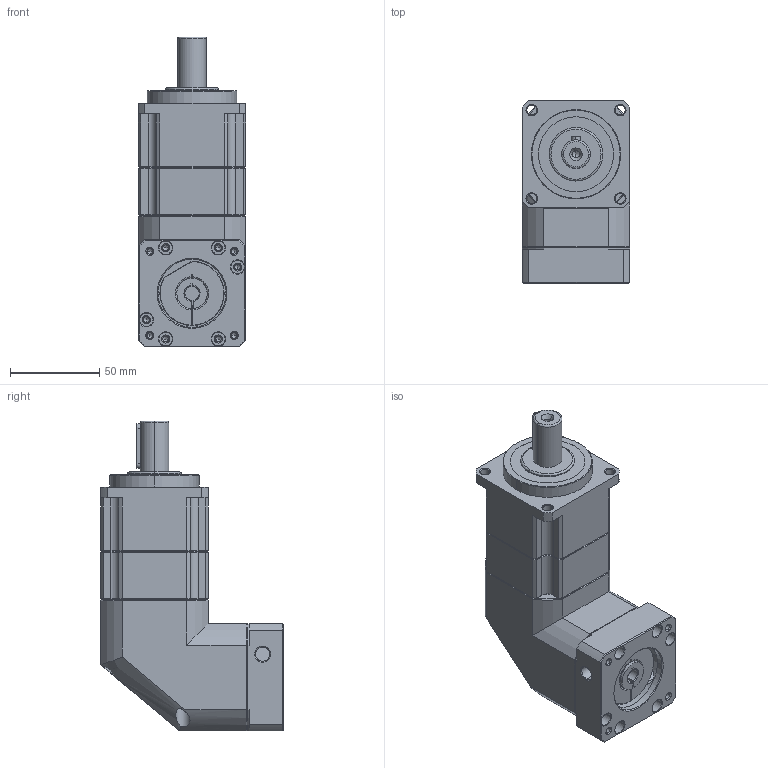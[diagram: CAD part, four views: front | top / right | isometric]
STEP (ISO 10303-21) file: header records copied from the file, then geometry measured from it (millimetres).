
FILE_DESCRIPTION (( 'STEP AP214' ), '1' );
FILE_NAME ('SBL060-L2-8-38.1-66.67M4.STEP', '2021-12-25T05:49:47', ( 'admin' ), ( '' ), 'SwSTEP 2.0', 'SolidWorks 2013', '' );
FILE_SCHEMA (( 'AUTOMOTIVE_DESIGN' ));
Length unit declared in the file: millimetre
Products named in the file (7): SB060_X2_4E007EA79F7F5708_X0_; 14_X2_8F6C_X0_8_X2_5957_X0_; SB060_X2_8F9351FA7AEF_X0_; SBL060-38.1-66.67M4; SBL060_X2_8F9351658F7495017D2773AF_X0_-14; SBL060-14; SBL060-L2-8-38.1-66.67M4
Assembly tree (6 placements, depth 2):
  SBL060-L2-8-38.1-66.67M4
    SBL060-14
    SBL060_X2_8F9351658F7495017D2773AF_X0_-14
    SBL060-38.1-66.67M4
    SB060_X2_8F9351FA7AEF_X0_
    14_X2_8F6C_X0_8_X2_5957_X0_
    SB060_X2_4E007EA79F7F5708_X0_
Bounding box: 60 x 102 x 173.5 mm (x, y, z)
Volume: 553245.1 mm3; surface area: 93696.7 mm2
Topology: 8 solids, 8 shells, 536 faces, 1346 edges, 828 vertices
Faces by surface type: cylinder 191, plane 182, cone 139, bspline 24
Entity records: 23373 total; most frequent: CARTESIAN_POINT 4473, DIRECTION 2703, ORIENTED_EDGE 2644, EDGE_CURVE 1322, AXIS2_PLACEMENT_3D 1049, VERTEX_POINT 828, LINE 605, VECTOR 605
